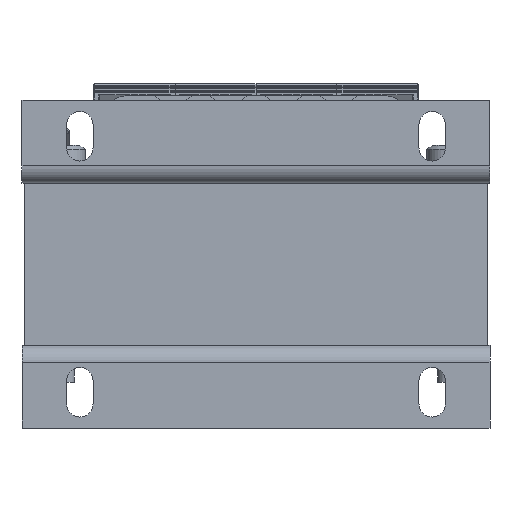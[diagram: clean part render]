
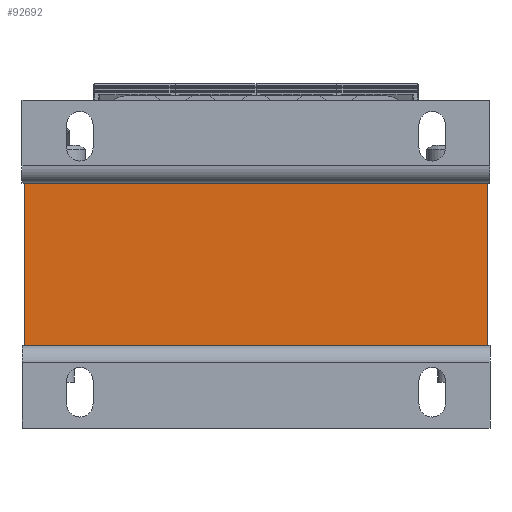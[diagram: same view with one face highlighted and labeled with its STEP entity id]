
A CAD part, front view. The second image highlights one B-rep face of the part: STEP entity #92692.
In plain terms, the highlighted planar face has unit normal (0, -1, 0).
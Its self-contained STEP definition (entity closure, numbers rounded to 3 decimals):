
#2290 = CARTESIAN_POINT ( 'NONE',  ( 42., -35., 14.75 ) ) ;
#3943 = LINE ( 'NONE', #10372, #22210 ) ;
#6240 = VECTOR ( 'NONE', #20368, 1000. ) ;
#10205 = CARTESIAN_POINT ( 'NONE',  ( 42., -35., 14.75 ) ) ;
#10372 = CARTESIAN_POINT ( 'NONE',  ( -42., -35., 14.75 ) ) ;
#10632 = DIRECTION ( 'NONE',  ( 1., 0., 0. ) ) ;
#11258 = VERTEX_POINT ( 'NONE', #2290 ) ;
#13250 = DIRECTION ( 'NONE',  ( 1., 0., 0. ) ) ;
#19350 = DIRECTION ( 'NONE',  ( 0., 1., 0. ) ) ;
#20368 = DIRECTION ( 'NONE',  ( 0., 0., -1. ) ) ;
#22210 = VECTOR ( 'NONE', #58615, 1000. ) ;
#24933 = EDGE_CURVE ( 'Defeature ausgef�hrt1_335+Defeature ausgef�hrt1_334+Defeature ausgef�hrt1_357+Defeature ausgef�hrt1_337', #11258, #92363, #32108, .T. ) ;
#30776 = EDGE_CURVE ( 'Defeature ausgef�hrt1_334+Defeature ausgef�hrt1_333+Defeature ausgef�hrt1_357+Defeature ausgef�hrt1_337', #99594, #122701, #3943, .T. ) ;
#31199 = EDGE_CURVE ( 'Defeature ausgef�hrt1_357+Defeature ausgef�hrt1_334+Defeature ausgef�hrt1_333+Defeature ausgef�hrt1_335', #99594, #11258, #62756, .T. ) ;
#32108 = LINE ( 'NONE', #10205, #6240 ) ;
#36572 = ORIENTED_EDGE ( 'NONE', *, *, #30776, .T. ) ;
#38428 = CARTESIAN_POINT ( 'NONE',  ( 0., -35., 14.75 ) ) ;
#48989 = ORIENTED_EDGE ( 'NONE', *, *, #60699, .T. ) ;
#50278 = AXIS2_PLACEMENT_3D ( 'NONE', #38428, #19350, #51079 ) ;
#50602 = LINE ( 'NONE', #90676, #102114 ) ;
#51079 = DIRECTION ( 'NONE',  ( 0., 0., 1. ) ) ;
#57423 = PLANE ( 'NONE',  #50278 ) ;
#58615 = DIRECTION ( 'NONE',  ( 0., 0., -1. ) ) ;
#60699 = EDGE_CURVE ( 'Defeature ausgef�hrt1_334+Defeature ausgef�hrt1_337+Defeature ausgef�hrt1_333+Defeature ausgef�hrt1_335', #122701, #92363, #50602, .T. ) ;
#62756 = LINE ( 'NONE', #68608, #97599 ) ;
#68608 = CARTESIAN_POINT ( 'NONE',  ( 0., -35., 14.75 ) ) ;
#78311 = CARTESIAN_POINT ( 'NONE',  ( 42., -35., -14.75 ) ) ;
#82754 = EDGE_LOOP ( 'NONE', ( #48989, #89418, #92183, #36572 ) ) ;
#84033 = FACE_OUTER_BOUND ( 'NONE', #82754, .T. ) ;
#89418 = ORIENTED_EDGE ( 'NONE', *, *, #24933, .F. ) ;
#90676 = CARTESIAN_POINT ( 'NONE',  ( 0., -35., -14.75 ) ) ;
#92183 = ORIENTED_EDGE ( 'NONE', *, *, #31199, .F. ) ;
#92363 = VERTEX_POINT ( 'NONE', #78311 ) ;
#92692 = ADVANCED_FACE ( 'Defeature ausgef�hrt1_334', ( #84033 ), #57423, .F. ) ;
#93797 = CARTESIAN_POINT ( 'NONE',  ( -42., -35., 14.75 ) ) ;
#97599 = VECTOR ( 'NONE', #10632, 1000. ) ;
#99594 = VERTEX_POINT ( 'NONE', #93797 ) ;
#102114 = VECTOR ( 'NONE', #13250, 1000. ) ;
#117898 = CARTESIAN_POINT ( 'NONE',  ( -42., -35., -14.75 ) ) ;
#122701 = VERTEX_POINT ( 'NONE', #117898 ) ;
